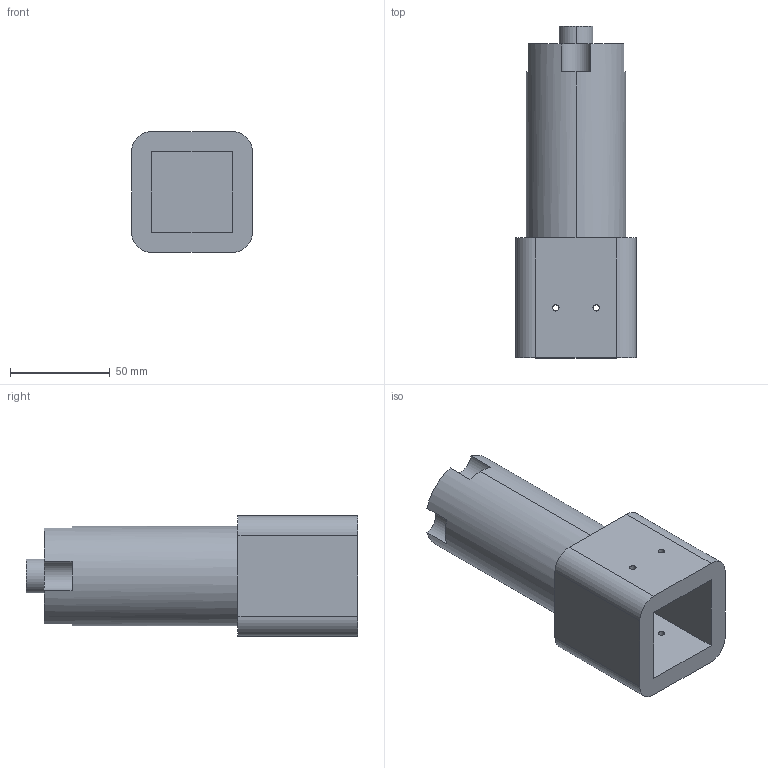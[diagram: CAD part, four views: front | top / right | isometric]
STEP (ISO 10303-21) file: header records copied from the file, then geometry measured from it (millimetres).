
FILE_DESCRIPTION (( 'STEP AP214' ), '1' );
FILE_NAME ('Kare_Spacer2.STEP', '2025-03-03T11:29:52', ( '' ), ( '' ), 'SwSTEP 2.0', 'SolidWorks 2024', '' );
FILE_SCHEMA (( 'AUTOMOTIVE_DESIGN' ));
Length unit declared in the file: millimetre
Products named in the file (1): Kare_Spacer2
Bounding box: 60.4 x 166 x 60.4 mm (x, y, z)
Volume: 319401.2 mm3; surface area: 45166.6 mm2
Topology: 1 solids, 1 shells, 44 faces, 111 edges, 74 vertices
Faces by surface type: cylinder 25, plane 19
Entity records: 1392 total; most frequent: DIRECTION 259, CARTESIAN_POINT 230, ORIENTED_EDGE 222, EDGE_CURVE 111, AXIS2_PLACEMENT_3D 103, VERTEX_POINT 74, CIRCLE 58, EDGE_LOOP 57
